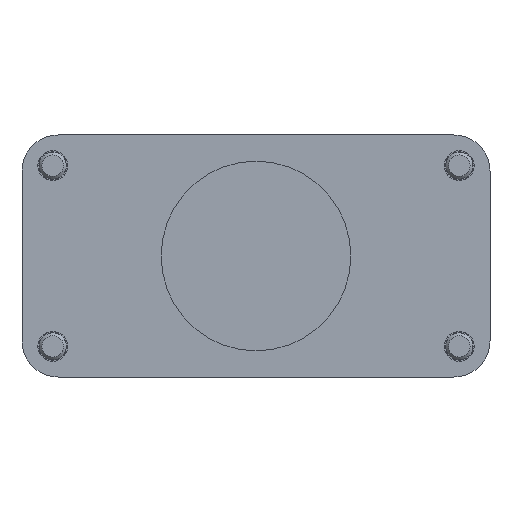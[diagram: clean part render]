
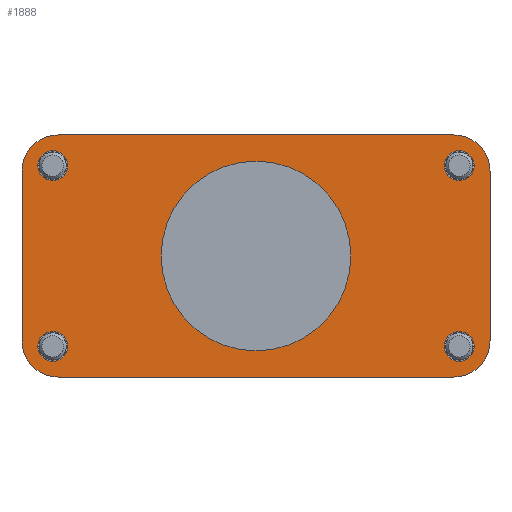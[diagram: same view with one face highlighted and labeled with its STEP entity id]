
A CAD part, front view. The second image highlights one B-rep face of the part: STEP entity #1888.
In plain terms, the highlighted planar face has unit normal (0, -1, 0).
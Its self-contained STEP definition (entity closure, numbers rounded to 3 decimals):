
#90=PLANE('',#2066);
#178=LINE('',#2968,#334);
#185=LINE('',#2979,#341);
#188=LINE('',#2984,#344);
#193=LINE('',#2992,#349);
#334=VECTOR('',#2338,1000.);
#341=VECTOR('',#2347,1000.);
#344=VECTOR('',#2352,1000.);
#349=VECTOR('',#2359,1000.);
#532=ORIENTED_EDGE('',*,*,#1044,.T.);
#533=ORIENTED_EDGE('',*,*,#1045,.T.);
#534=ORIENTED_EDGE('',*,*,#1046,.T.);
#535=ORIENTED_EDGE('',*,*,#1047,.T.);
#536=ORIENTED_EDGE('',*,*,#1048,.T.);
#537=ORIENTED_EDGE('',*,*,#994,.F.);
#538=ORIENTED_EDGE('',*,*,#1041,.F.);
#539=ORIENTED_EDGE('',*,*,#990,.F.);
#540=ORIENTED_EDGE('',*,*,#1036,.F.);
#541=ORIENTED_EDGE('',*,*,#986,.F.);
#542=ORIENTED_EDGE('',*,*,#1033,.F.);
#543=ORIENTED_EDGE('',*,*,#998,.F.);
#544=ORIENTED_EDGE('',*,*,#1026,.F.);
#986=EDGE_CURVE('',#1248,#1249,#1428,.T.);
#990=EDGE_CURVE('',#1252,#1253,#1430,.T.);
#994=EDGE_CURVE('',#1256,#1257,#1432,.T.);
#998=EDGE_CURVE('',#1260,#1261,#1434,.T.);
#1026=EDGE_CURVE('',#1257,#1260,#178,.T.);
#1033=EDGE_CURVE('',#1261,#1248,#185,.T.);
#1036=EDGE_CURVE('',#1249,#1252,#188,.T.);
#1041=EDGE_CURVE('',#1253,#1256,#193,.T.);
#1044=EDGE_CURVE('',#1294,#1294,#1439,.T.);
#1045=EDGE_CURVE('',#1295,#1295,#1440,.T.);
#1046=EDGE_CURVE('',#1296,#1296,#1441,.T.);
#1047=EDGE_CURVE('',#1297,#1297,#1442,.T.);
#1048=EDGE_CURVE('',#1298,#1298,#1443,.T.);
#1248=VERTEX_POINT('',#2884);
#1249=VERTEX_POINT('',#2886);
#1252=VERTEX_POINT('',#2893);
#1253=VERTEX_POINT('',#2895);
#1256=VERTEX_POINT('',#2902);
#1257=VERTEX_POINT('',#2904);
#1260=VERTEX_POINT('',#2911);
#1261=VERTEX_POINT('',#2913);
#1294=VERTEX_POINT('',#2998);
#1295=VERTEX_POINT('',#3000);
#1296=VERTEX_POINT('',#3002);
#1297=VERTEX_POINT('',#3004);
#1298=VERTEX_POINT('',#3006);
#1428=CIRCLE('',#2047,8.);
#1430=CIRCLE('',#2050,8.);
#1432=CIRCLE('',#2053,8.);
#1434=CIRCLE('',#2056,8.);
#1439=CIRCLE('',#2067,3.3);
#1440=CIRCLE('',#2068,3.3);
#1441=CIRCLE('',#2069,3.3);
#1442=CIRCLE('',#2070,3.3);
#1443=CIRCLE('',#2071,21.);
#1532=EDGE_LOOP('',(#532));
#1533=EDGE_LOOP('',(#533));
#1534=EDGE_LOOP('',(#534));
#1535=EDGE_LOOP('',(#535));
#1536=EDGE_LOOP('',(#536));
#1537=EDGE_LOOP('',(#537,#538,#539,#540,#541,#542,#543,#544));
#1690=FACE_BOUND('',#1532,.T.);
#1691=FACE_BOUND('',#1533,.T.);
#1692=FACE_BOUND('',#1534,.T.);
#1693=FACE_BOUND('',#1535,.T.);
#1694=FACE_BOUND('',#1536,.T.);
#1695=FACE_BOUND('',#1537,.T.);
#1888=ADVANCED_FACE('',(#1690,#1691,#1692,#1693,#1694,#1695),#90,.F.);
#2047=AXIS2_PLACEMENT_3D('',#2885,#2277,#2278);
#2050=AXIS2_PLACEMENT_3D('',#2894,#2285,#2286);
#2053=AXIS2_PLACEMENT_3D('',#2903,#2293,#2294);
#2056=AXIS2_PLACEMENT_3D('',#2912,#2301,#2302);
#2066=AXIS2_PLACEMENT_3D('',#2996,#2362,#2363);
#2067=AXIS2_PLACEMENT_3D('',#2997,#2364,#2365);
#2068=AXIS2_PLACEMENT_3D('',#2999,#2366,#2367);
#2069=AXIS2_PLACEMENT_3D('',#3001,#2368,#2369);
#2070=AXIS2_PLACEMENT_3D('',#3003,#2370,#2371);
#2071=AXIS2_PLACEMENT_3D('',#3005,#2372,#2373);
#2277=DIRECTION('',(0.,1.,0.));
#2278=DIRECTION('',(1.,0.,0.));
#2285=DIRECTION('',(0.,1.,0.));
#2286=DIRECTION('',(1.,0.,0.));
#2293=DIRECTION('',(0.,1.,0.));
#2294=DIRECTION('',(1.,0.,0.));
#2301=DIRECTION('',(0.,1.,0.));
#2302=DIRECTION('',(1.,0.,0.));
#2338=DIRECTION('',(0.,0.,1.));
#2347=DIRECTION('',(1.,0.,0.));
#2352=DIRECTION('',(0.,0.,-1.));
#2359=DIRECTION('',(-1.,0.,0.));
#2362=DIRECTION('',(0.,1.,0.));
#2363=DIRECTION('',(0.,0.,1.));
#2364=DIRECTION('',(0.,1.,0.));
#2365=DIRECTION('',(1.,0.,0.));
#2366=DIRECTION('',(0.,1.,0.));
#2367=DIRECTION('',(1.,0.,0.));
#2368=DIRECTION('',(0.,1.,0.));
#2369=DIRECTION('',(1.,0.,0.));
#2370=DIRECTION('',(0.,1.,0.));
#2371=DIRECTION('',(1.,0.,0.));
#2372=DIRECTION('',(0.,1.,0.));
#2373=DIRECTION('',(1.,0.,0.));
#2884=CARTESIAN_POINT('',(43.8,0.,26.8));
#2885=CARTESIAN_POINT('',(43.8,0.,18.8));
#2886=CARTESIAN_POINT('',(51.8,0.,18.8));
#2893=CARTESIAN_POINT('',(51.8,0.,-18.8));
#2894=CARTESIAN_POINT('',(43.8,0.,-18.8));
#2895=CARTESIAN_POINT('',(43.8,0.,-26.8));
#2902=CARTESIAN_POINT('',(-43.8,0.,-26.8));
#2903=CARTESIAN_POINT('',(-43.8,0.,-18.8));
#2904=CARTESIAN_POINT('',(-51.8,0.,-18.8));
#2911=CARTESIAN_POINT('',(-51.8,0.,18.8));
#2912=CARTESIAN_POINT('',(-43.8,0.,18.8));
#2913=CARTESIAN_POINT('',(-43.8,0.,26.8));
#2968=CARTESIAN_POINT('',(-51.8,0.,-18.8));
#2979=CARTESIAN_POINT('',(-43.8,0.,26.8));
#2984=CARTESIAN_POINT('',(51.8,0.,18.8));
#2992=CARTESIAN_POINT('',(43.8,0.,-26.8));
#2996=CARTESIAN_POINT('',(-43.8,0.,-18.8));
#2997=CARTESIAN_POINT('',(45.,0.,-20.));
#2998=CARTESIAN_POINT('',(48.3,0.,-20.));
#2999=CARTESIAN_POINT('',(-45.,0.,-20.));
#3000=CARTESIAN_POINT('',(-41.7,0.,-20.));
#3001=CARTESIAN_POINT('',(45.,0.,20.));
#3002=CARTESIAN_POINT('',(48.3,0.,20.));
#3003=CARTESIAN_POINT('',(-45.,0.,20.));
#3004=CARTESIAN_POINT('',(-41.7,0.,20.));
#3005=CARTESIAN_POINT('',(0.,0.,0.));
#3006=CARTESIAN_POINT('',(21.,0.,0.));
